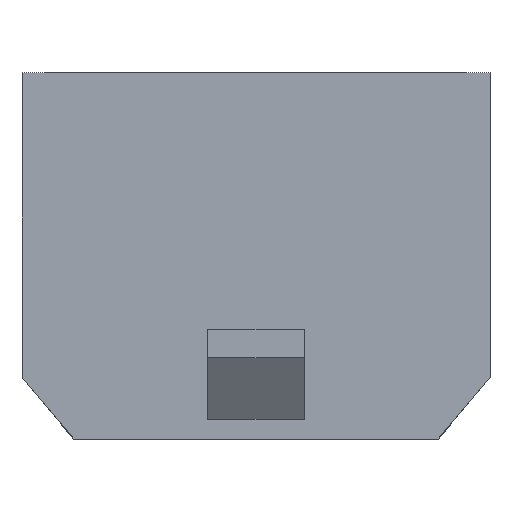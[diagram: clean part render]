
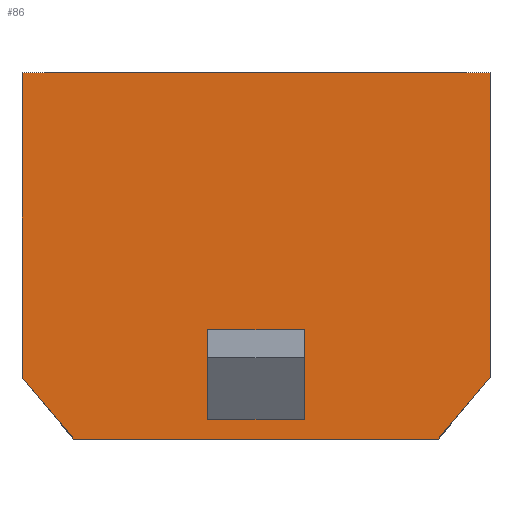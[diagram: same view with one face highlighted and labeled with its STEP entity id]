
A CAD part, top view. The second image highlights one B-rep face of the part: STEP entity #86.
In plain terms, the highlighted planar face has unit normal (0, 0, 1).
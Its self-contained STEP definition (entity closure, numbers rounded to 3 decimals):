
#48=FACE_BOUND('',#484,.T.);
#49=FACE_BOUND('',#485,.T.);
#86=ADVANCED_FACE('',(#48,#49),#219,.T.);
#219=PLANE('',#2395);
#484=EDGE_LOOP('',(#714,#715,#716,#717,#718,#719));
#485=EDGE_LOOP('',(#720,#721,#722,#723));
#714=ORIENTED_EDGE('',*,*,#1513,.F.);
#715=ORIENTED_EDGE('',*,*,#1519,.F.);
#716=ORIENTED_EDGE('',*,*,#1540,.T.);
#717=ORIENTED_EDGE('',*,*,#1541,.T.);
#718=ORIENTED_EDGE('',*,*,#1509,.F.);
#719=ORIENTED_EDGE('',*,*,#1535,.F.);
#720=ORIENTED_EDGE('',*,*,#1542,.T.);
#721=ORIENTED_EDGE('',*,*,#1543,.T.);
#722=ORIENTED_EDGE('',*,*,#1544,.F.);
#723=ORIENTED_EDGE('',*,*,#1545,.F.);
#1300=VERTEX_POINT('',#3253);
#1303=VERTEX_POINT('',#3258);
#1304=VERTEX_POINT('',#3262);
#1307=VERTEX_POINT('',#3267);
#1313=VERTEX_POINT('',#3280);
#1330=VERTEX_POINT('',#3321);
#1331=VERTEX_POINT('',#3324);
#1332=VERTEX_POINT('',#3325);
#1333=VERTEX_POINT('',#3327);
#1334=VERTEX_POINT('',#3329);
#1509=EDGE_CURVE('',#1303,#1300,#1823,.T.);
#1513=EDGE_CURVE('',#1307,#1304,#1827,.T.);
#1519=EDGE_CURVE('',#1313,#1307,#1833,.T.);
#1535=EDGE_CURVE('',#1304,#1303,#1849,.T.);
#1540=EDGE_CURVE('',#1313,#1330,#1854,.T.);
#1541=EDGE_CURVE('',#1330,#1300,#1855,.T.);
#1542=EDGE_CURVE('',#1331,#1332,#1856,.T.);
#1543=EDGE_CURVE('',#1332,#1333,#1857,.T.);
#1544=EDGE_CURVE('',#1334,#1333,#1858,.T.);
#1545=EDGE_CURVE('',#1331,#1334,#1859,.T.);
#1823=LINE('',#3259,#2127);
#1827=LINE('',#3268,#2131);
#1833=LINE('',#3281,#2137);
#1849=LINE('',#3312,#2153);
#1854=LINE('',#3320,#2158);
#1855=LINE('',#3322,#2159);
#1856=LINE('',#3323,#2160);
#1857=LINE('',#3326,#2161);
#1858=LINE('',#3328,#2162);
#1859=LINE('',#3330,#2163);
#2127=VECTOR('',#2604,1.);
#2131=VECTOR('',#2610,1.);
#2137=VECTOR('',#2618,1.);
#2153=VECTOR('',#2636,1.);
#2158=VECTOR('',#2643,1.);
#2159=VECTOR('',#2644,1.);
#2160=VECTOR('',#2645,1.);
#2161=VECTOR('',#2646,1.);
#2162=VECTOR('',#2647,1.);
#2163=VECTOR('',#2648,1.);
#2395=AXIS2_PLACEMENT_3D('',#3331,#2649,#2650);
#2604=DIRECTION('',(-0.643,0.766,0.));
#2610=DIRECTION('',(-0.643,-0.766,0.));
#2618=DIRECTION('',(0.,-1.,0.));
#2636=DIRECTION('',(-1.,0.,0.));
#2643=DIRECTION('',(-1.,0.,0.));
#2644=DIRECTION('',(0.,-1.,0.));
#2645=DIRECTION('',(-1.,0.,0.));
#2646=DIRECTION('',(0.,1.,0.));
#2647=DIRECTION('',(-1.,0.,0.));
#2648=DIRECTION('',(0.,1.,0.));
#2649=DIRECTION('',(0.,0.,1.));
#2650=DIRECTION('',(1.,0.,0.));
#3253=CARTESIAN_POINT('',(-6.325,1.668,3.86));
#3258=CARTESIAN_POINT('',(-4.925,0.,3.86));
#3259=CARTESIAN_POINT('',(-4.925,0.,3.86));
#3262=CARTESIAN_POINT('',(4.925,0.,3.86));
#3267=CARTESIAN_POINT('',(6.325,1.668,3.86));
#3268=CARTESIAN_POINT('',(6.325,1.668,3.86));
#3280=CARTESIAN_POINT('',(6.325,9.9,3.86));
#3281=CARTESIAN_POINT('',(6.325,9.9,3.86));
#3312=CARTESIAN_POINT('',(6.325,0.,3.86));
#3320=CARTESIAN_POINT('',(6.325,9.9,3.86));
#3321=CARTESIAN_POINT('',(-6.325,9.9,3.86));
#3322=CARTESIAN_POINT('',(-6.325,9.9,3.86));
#3323=CARTESIAN_POINT('',(1.3,0.54,3.86));
#3324=CARTESIAN_POINT('',(1.3,0.54,3.86));
#3325=CARTESIAN_POINT('',(-1.3,0.54,3.86));
#3326=CARTESIAN_POINT('',(-1.3,0.54,3.86));
#3327=CARTESIAN_POINT('',(-1.3,2.95,3.86));
#3328=CARTESIAN_POINT('',(1.3,2.95,3.86));
#3329=CARTESIAN_POINT('',(1.3,2.95,3.86));
#3330=CARTESIAN_POINT('',(1.3,0.54,3.86));
#3331=CARTESIAN_POINT('',(6.325,9.9,3.86));
